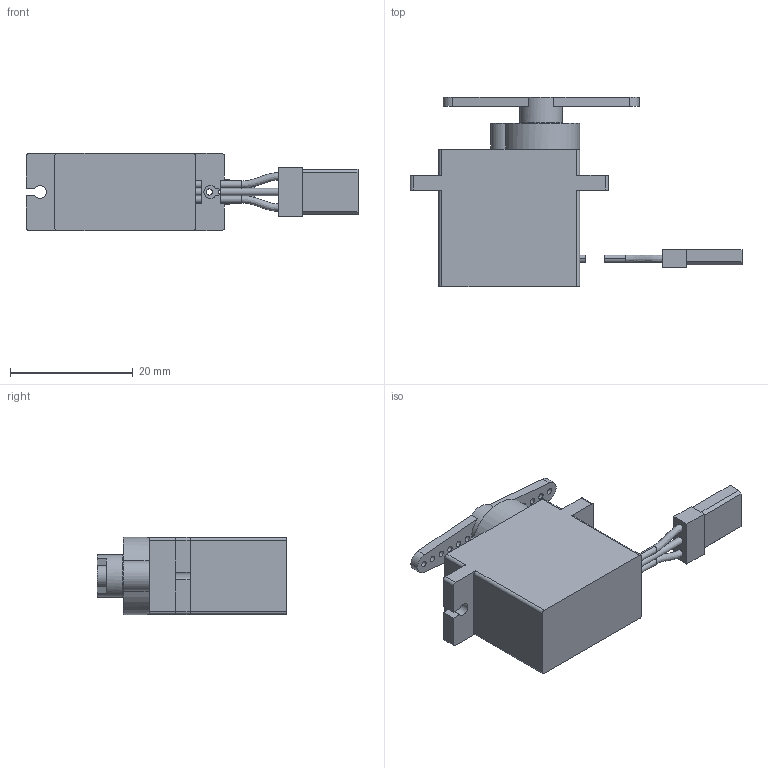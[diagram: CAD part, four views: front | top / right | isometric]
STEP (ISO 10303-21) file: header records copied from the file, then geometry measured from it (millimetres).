
FILE_DESCRIPTION(/* description */ (''),/* implementation_level */ '2;1');
FILE_NAME(/* name */ 'SG90.step',/* time_stamp */ '2020-05-28T21:40:37+09:00',/* author */ (''),/* organization */ (''),/* preprocessor_version */ 'ST-DEVELOPER v18',/* originating_system */ 'Autodesk Translation Framework v8.12.0.6',/* authorisation */ '');
FILE_SCHEMA (('AUTOMOTIVE_DESIGN { 1 0 10303 214 3 1 1 }'));
Length unit declared in the file: millimetre
Products named in the file (3): (未保存); サーボモータ; サーボホーン
Assembly tree (2 placements, depth 2):
  (未保存)
    サーボモータ
    サーボホーン
Bounding box: 54.2 x 31 x 12.6 mm (x, y, z)
Volume: 7896.6 mm3; surface area: 3770.5 mm2
Topology: 6 solids, 6 shells, 135 faces, 329 edges, 214 vertices
Faces by surface type: plane 88, cylinder 45, bspline 2
Full cylindrical faces by diameter (mm): 1 x12, 1.2 x3, 1.8 x1, 2.5 x1, 4.5 x1, 4.6 x1, 5 x1, 7 x1
Entity records: 4312 total; most frequent: CARTESIAN_POINT 834, DIRECTION 712, ORIENTED_EDGE 660, EDGE_CURVE 330, AXIS2_PLACEMENT_3D 246, LINE 220, VECTOR 220, VERTEX_POINT 214
